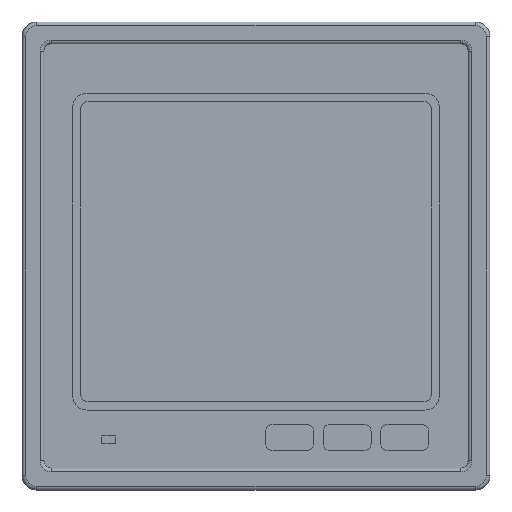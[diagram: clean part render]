
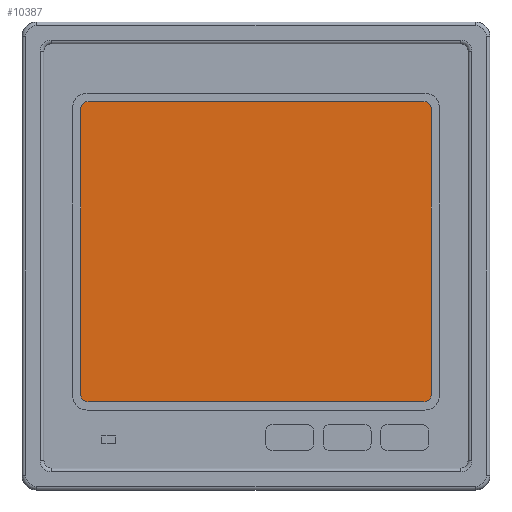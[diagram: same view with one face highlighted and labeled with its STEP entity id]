
A CAD part, top view. The second image highlights one B-rep face of the part: STEP entity #10387.
In plain terms, the highlighted planar face has unit normal (0, 0, 1).
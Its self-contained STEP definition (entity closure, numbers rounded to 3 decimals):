
#10081=CARTESIAN_POINT('',(-34.65,30.4,2.));
#10082=DIRECTION('',(0.,0.,1.));
#10083=DIRECTION('',(0.,1.,0.));
#10084=AXIS2_PLACEMENT_3D('',#10081,#10082,#10083);
#10089=DIRECTION('',(-1.,0.,0.));
#10090=VECTOR('',#10089,69.3);
#10091=CARTESIAN_POINT('',(34.65,33.4,2.));
#10092=LINE('',#10091,#10090);
#10096=CARTESIAN_POINT('',(34.65,30.4,2.));
#10097=DIRECTION('',(0.,0.,1.));
#10098=DIRECTION('',(1.,0.,0.));
#10099=AXIS2_PLACEMENT_3D('',#10096,#10097,#10098);
#10104=DIRECTION('',(0.,1.,0.));
#10105=VECTOR('',#10104,59.);
#10106=CARTESIAN_POINT('',(37.65,-28.6,2.));
#10107=LINE('',#10106,#10105);
#10111=CARTESIAN_POINT('',(34.65,-28.6,2.));
#10112=DIRECTION('',(0.,0.,1.));
#10113=DIRECTION('',(0.,-1.,0.));
#10114=AXIS2_PLACEMENT_3D('',#10111,#10112,#10113);
#10119=DIRECTION('',(1.,0.,0.));
#10120=VECTOR('',#10119,69.3);
#10121=CARTESIAN_POINT('',(-34.65,-31.6,2.));
#10122=LINE('',#10121,#10120);
#10126=CARTESIAN_POINT('',(-34.65,-28.6,2.));
#10127=DIRECTION('',(0.,0.,1.));
#10128=DIRECTION('',(-1.,0.,0.));
#10129=AXIS2_PLACEMENT_3D('',#10126,#10127,#10128);
#10134=DIRECTION('',(0.,-1.,0.));
#10135=VECTOR('',#10134,59.);
#10136=CARTESIAN_POINT('',(-37.65,30.4,2.));
#10137=LINE('',#10136,#10135);
#10145=CARTESIAN_POINT('',(-34.65,33.4,2.));
#10146=VERTEX_POINT('',#10145);
#10147=CARTESIAN_POINT('',(-37.65,30.4,2.));
#10148=VERTEX_POINT('',#10147);
#10153=CARTESIAN_POINT('',(37.65,30.4,2.));
#10154=VERTEX_POINT('',#10153);
#10155=CARTESIAN_POINT('',(34.65,33.4,2.));
#10156=VERTEX_POINT('',#10155);
#10161=CARTESIAN_POINT('',(34.65,-31.6,2.));
#10162=VERTEX_POINT('',#10161);
#10163=CARTESIAN_POINT('',(37.65,-28.6,2.));
#10164=VERTEX_POINT('',#10163);
#10169=CARTESIAN_POINT('',(-37.65,-28.6,2.));
#10170=VERTEX_POINT('',#10169);
#10171=CARTESIAN_POINT('',(-34.65,-31.6,2.));
#10172=VERTEX_POINT('',#10171);
#10372=CARTESIAN_POINT('',(0.,0.,2.));
#10373=DIRECTION('',(0.,0.,1.));
#10374=DIRECTION('',(1.,0.,0.));
#10375=AXIS2_PLACEMENT_3D('',#10372,#10373,#10374);
#10376=PLANE('',#10375);
#10377=ORIENTED_EDGE('',*,*,#10212,.F.);
#10378=ORIENTED_EDGE('',*,*,#10235,.F.);
#10379=ORIENTED_EDGE('',*,*,#10255,.F.);
#10380=ORIENTED_EDGE('',*,*,#10277,.F.);
#10381=ORIENTED_EDGE('',*,*,#10297,.F.);
#10382=ORIENTED_EDGE('',*,*,#10319,.F.);
#10383=ORIENTED_EDGE('',*,*,#10339,.F.);
#10384=ORIENTED_EDGE('',*,*,#10358,.F.);
#10385=EDGE_LOOP('',(#10377,#10378,#10379,#10380,#10381,#10382,#10383,#10384));
#10386=FACE_OUTER_BOUND('',#10385,.F.);
#10085=CIRCLE('',#10084,3.);
#10100=CIRCLE('',#10099,3.);
#10115=CIRCLE('',#10114,3.);
#10130=CIRCLE('',#10129,3.);
#10212=EDGE_CURVE('',#10146,#10148,#10085,.T.);
#10235=EDGE_CURVE('',#10156,#10146,#10092,.T.);
#10255=EDGE_CURVE('',#10154,#10156,#10100,.T.);
#10277=EDGE_CURVE('',#10164,#10154,#10107,.T.);
#10297=EDGE_CURVE('',#10162,#10164,#10115,.T.);
#10319=EDGE_CURVE('',#10172,#10162,#10122,.T.);
#10339=EDGE_CURVE('',#10170,#10172,#10130,.T.);
#10358=EDGE_CURVE('',#10148,#10170,#10137,.T.);
#10387=ADVANCED_FACE('',(#10386),#10376,.T.);
